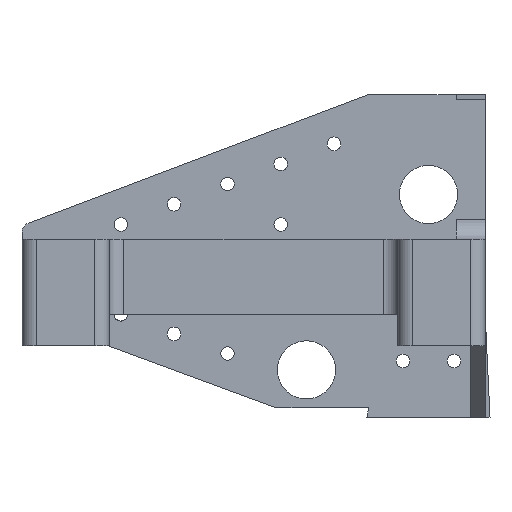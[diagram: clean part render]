
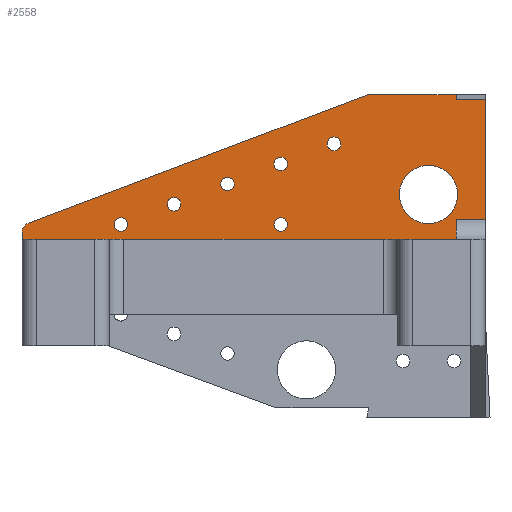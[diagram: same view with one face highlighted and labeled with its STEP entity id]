
A CAD part, left-side view. The second image highlights one B-rep face of the part: STEP entity #2558.
In plain terms, the highlighted planar face has unit normal (-1, 0, 0).
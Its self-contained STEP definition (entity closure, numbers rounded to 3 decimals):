
#94=FACE_BOUND('',#321,.T.);
#95=FACE_BOUND('',#322,.T.);
#96=FACE_BOUND('',#323,.T.);
#97=FACE_BOUND('',#324,.T.);
#98=FACE_BOUND('',#325,.T.);
#99=FACE_BOUND('',#326,.T.);
#100=FACE_BOUND('',#327,.T.);
#171=FACE_OUTER_BOUND('',#320,.T.);
#320=EDGE_LOOP('',(#1946,#1947,#1948,#1949,#1950,#1951,#1952,#1953,#1954,
#1955,#1956));
#321=EDGE_LOOP('',(#1957));
#322=EDGE_LOOP('',(#1958));
#323=EDGE_LOOP('',(#1959));
#324=EDGE_LOOP('',(#1960));
#325=EDGE_LOOP('',(#1961));
#326=EDGE_LOOP('',(#1962));
#327=EDGE_LOOP('',(#1963));
#471=CIRCLE('',#2692,6.);
#473=CIRCLE('',#2696,1.4);
#474=CIRCLE('',#2698,1.4);
#475=CIRCLE('',#2700,1.4);
#491=CIRCLE('',#2728,1.4);
#492=CIRCLE('',#2730,1.4);
#493=CIRCLE('',#2732,1.4);
#500=CIRCLE('',#2746,2.);
#501=CIRCLE('',#2749,2.);
#649=LINE('',#3918,#907);
#652=LINE('',#3926,#910);
#655=LINE('',#3934,#913);
#657=LINE('',#3938,#915);
#659=LINE('',#3942,#917);
#661=LINE('',#3946,#919);
#673=LINE('',#3979,#931);
#674=LINE('',#3981,#932);
#675=LINE('',#3982,#933);
#907=VECTOR('',#3145,10.);
#910=VECTOR('',#3154,10.);
#913=VECTOR('',#3163,10.);
#915=VECTOR('',#3167,10.);
#917=VECTOR('',#3171,10.);
#919=VECTOR('',#3175,10.);
#931=VECTOR('',#3203,10.);
#932=VECTOR('',#3204,10.);
#933=VECTOR('',#3205,10.);
#1120=VERTEX_POINT('',#3737);
#1122=VERTEX_POINT('',#3745);
#1123=VERTEX_POINT('',#3749);
#1124=VERTEX_POINT('',#3753);
#1163=VERTEX_POINT('',#3856);
#1164=VERTEX_POINT('',#3860);
#1165=VERTEX_POINT('',#3864);
#1184=VERTEX_POINT('',#3915);
#1185=VERTEX_POINT('',#3917);
#1186=VERTEX_POINT('',#3921);
#1187=VERTEX_POINT('',#3925);
#1188=VERTEX_POINT('',#3929);
#1189=VERTEX_POINT('',#3933);
#1190=VERTEX_POINT('',#3937);
#1191=VERTEX_POINT('',#3941);
#1192=VERTEX_POINT('',#3945);
#1205=VERTEX_POINT('',#3978);
#1206=VERTEX_POINT('',#3980);
#1368=EDGE_CURVE('',#1120,#1120,#471,.T.);
#1372=EDGE_CURVE('',#1122,#1122,#473,.T.);
#1374=EDGE_CURVE('',#1123,#1123,#474,.T.);
#1376=EDGE_CURVE('',#1124,#1124,#475,.T.);
#1428=EDGE_CURVE('',#1163,#1163,#491,.T.);
#1430=EDGE_CURVE('',#1164,#1164,#492,.T.);
#1432=EDGE_CURVE('',#1165,#1165,#493,.T.);
#1459=EDGE_CURVE('',#1185,#1184,#649,.T.);
#1461=EDGE_CURVE('',#1185,#1186,#500,.T.);
#1463=EDGE_CURVE('',#1187,#1186,#652,.T.);
#1465=EDGE_CURVE('',#1187,#1188,#501,.T.);
#1467=EDGE_CURVE('',#1189,#1188,#655,.T.);
#1469=EDGE_CURVE('',#1190,#1189,#657,.T.);
#1471=EDGE_CURVE('',#1190,#1191,#659,.T.);
#1473=EDGE_CURVE('',#1191,#1192,#661,.T.);
#1490=EDGE_CURVE('',#1192,#1205,#673,.T.);
#1491=EDGE_CURVE('',#1206,#1184,#674,.T.);
#1492=EDGE_CURVE('',#1205,#1206,#675,.T.);
#1946=ORIENTED_EDGE('',*,*,#1490,.F.);
#1947=ORIENTED_EDGE('',*,*,#1473,.F.);
#1948=ORIENTED_EDGE('',*,*,#1471,.F.);
#1949=ORIENTED_EDGE('',*,*,#1469,.T.);
#1950=ORIENTED_EDGE('',*,*,#1467,.T.);
#1951=ORIENTED_EDGE('',*,*,#1465,.F.);
#1952=ORIENTED_EDGE('',*,*,#1463,.T.);
#1953=ORIENTED_EDGE('',*,*,#1461,.F.);
#1954=ORIENTED_EDGE('',*,*,#1459,.T.);
#1955=ORIENTED_EDGE('',*,*,#1491,.F.);
#1956=ORIENTED_EDGE('',*,*,#1492,.F.);
#1957=ORIENTED_EDGE('',*,*,#1368,.T.);
#1958=ORIENTED_EDGE('',*,*,#1372,.T.);
#1959=ORIENTED_EDGE('',*,*,#1374,.T.);
#1960=ORIENTED_EDGE('',*,*,#1376,.T.);
#1961=ORIENTED_EDGE('',*,*,#1428,.T.);
#1962=ORIENTED_EDGE('',*,*,#1430,.T.);
#1963=ORIENTED_EDGE('',*,*,#1432,.T.);
#2469=PLANE('',#2761);
#2558=ADVANCED_FACE('',(#171,#94,#95,#96,#97,#98,#99,#100),#2469,.T.);
#2692=AXIS2_PLACEMENT_3D('',#3738,#2977,#2978);
#2696=AXIS2_PLACEMENT_3D('',#3746,#2987,#2988);
#2698=AXIS2_PLACEMENT_3D('',#3750,#2992,#2993);
#2700=AXIS2_PLACEMENT_3D('',#3754,#2997,#2998);
#2728=AXIS2_PLACEMENT_3D('',#3857,#3089,#3090);
#2730=AXIS2_PLACEMENT_3D('',#3861,#3094,#3095);
#2732=AXIS2_PLACEMENT_3D('',#3865,#3099,#3100);
#2746=AXIS2_PLACEMENT_3D('',#3922,#3149,#3150);
#2749=AXIS2_PLACEMENT_3D('',#3930,#3158,#3159);
#2761=AXIS2_PLACEMENT_3D('',#3977,#3201,#3202);
#2977=DIRECTION('center_axis',(1.,0.,0.));
#2978=DIRECTION('ref_axis',(0.,0.,1.));
#2987=DIRECTION('center_axis',(1.,0.,0.));
#2988=DIRECTION('ref_axis',(0.,0.,1.));
#2992=DIRECTION('center_axis',(1.,0.,0.));
#2993=DIRECTION('ref_axis',(0.,0.,1.));
#2997=DIRECTION('center_axis',(1.,0.,0.));
#2998=DIRECTION('ref_axis',(0.,0.,1.));
#3089=DIRECTION('center_axis',(1.,0.,0.));
#3090=DIRECTION('ref_axis',(0.,0.,1.));
#3094=DIRECTION('center_axis',(1.,0.,0.));
#3095=DIRECTION('ref_axis',(0.,0.,1.));
#3099=DIRECTION('center_axis',(1.,0.,0.));
#3100=DIRECTION('ref_axis',(0.,0.,1.));
#3145=DIRECTION('',(0.,0.,-1.));
#3149=DIRECTION('center_axis',(1.,0.,0.));
#3150=DIRECTION('ref_axis',(0.,0.823,0.568));
#3154=DIRECTION('',(0.,0.935,-0.354));
#3158=DIRECTION('center_axis',(1.,0.,0.));
#3159=DIRECTION('ref_axis',(0.,0.18,0.984));
#3163=DIRECTION('',(0.,1.,0.));
#3167=DIRECTION('',(0.,0.,1.));
#3171=DIRECTION('',(0.,-1.,0.));
#3175=DIRECTION('',(0.,0.,-1.));
#3201=DIRECTION('center_axis',(-1.,0.,0.));
#3202=DIRECTION('ref_axis',(0.,0.,1.));
#3203=DIRECTION('',(0.,1.,0.));
#3204=DIRECTION('',(0.,1.,0.));
#3205=DIRECTION('',(0.,0.,-1.));
#3737=CARTESIAN_POINT('',(-9.375,-131.375,7.275));
#3738=CARTESIAN_POINT('Origin',(-9.375,-131.375,13.275));
#3745=CARTESIAN_POINT('',(-9.375,-111.875,22.342));
#3746=CARTESIAN_POINT('Origin',(-9.375,-111.875,23.742));
#3749=CARTESIAN_POINT('',(-9.375,-89.875,14.017));
#3750=CARTESIAN_POINT('Origin',(-9.375,-89.875,15.417));
#3753=CARTESIAN_POINT('',(-9.375,-67.875,5.693));
#3754=CARTESIAN_POINT('Origin',(-9.375,-67.875,7.093));
#3856=CARTESIAN_POINT('',(-9.375,-78.875,9.855));
#3857=CARTESIAN_POINT('Origin',(-9.375,-78.875,11.255));
#3860=CARTESIAN_POINT('',(-9.375,-100.875,18.18));
#3861=CARTESIAN_POINT('Origin',(-9.375,-100.875,19.58));
#3864=CARTESIAN_POINT('',(-9.375,-100.875,5.693));
#3865=CARTESIAN_POINT('Origin',(-9.375,-100.875,7.093));
#3915=CARTESIAN_POINT('',(-9.375,-47.475,4.075));
#3917=CARTESIAN_POINT('',(-9.375,-47.475,5.476));
#3918=CARTESIAN_POINT('',(-9.375,-47.475,6.858));
#3921=CARTESIAN_POINT('',(-9.375,-48.767,7.347));
#3922=CARTESIAN_POINT('Origin',(-9.375,-49.475,5.476));
#3925=CARTESIAN_POINT('',(-9.375,-118.533,33.746));
#3926=CARTESIAN_POINT('',(-9.375,-118.875,33.875));
#3929=CARTESIAN_POINT('',(-9.375,-119.241,33.875));
#3930=CARTESIAN_POINT('Origin',(-9.375,-119.241,31.875));
#3933=CARTESIAN_POINT('',(-9.375,-137.075,33.875));
#3934=CARTESIAN_POINT('',(-9.375,-137.075,33.875));
#3937=CARTESIAN_POINT('',(-9.375,-137.075,32.802));
#3938=CARTESIAN_POINT('',(-9.375,-137.075,4.075));
#3941=CARTESIAN_POINT('',(-9.375,-143.075,32.802));
#3942=CARTESIAN_POINT('',(-9.375,-143.075,32.802));
#3945=CARTESIAN_POINT('',(-9.375,-143.075,8.075));
#3946=CARTESIAN_POINT('',(-9.375,-143.075,25.932));
#3977=CARTESIAN_POINT('Origin',(-9.375,-97.653,14.383));
#3978=CARTESIAN_POINT('',(-9.375,-137.075,8.075));
#3979=CARTESIAN_POINT('',(-9.375,-143.075,8.075));
#3980=CARTESIAN_POINT('',(-9.375,-137.075,4.075));
#3981=CARTESIAN_POINT('',(-9.375,-77.064,4.075));
#3982=CARTESIAN_POINT('',(-9.375,-137.075,8.729));
